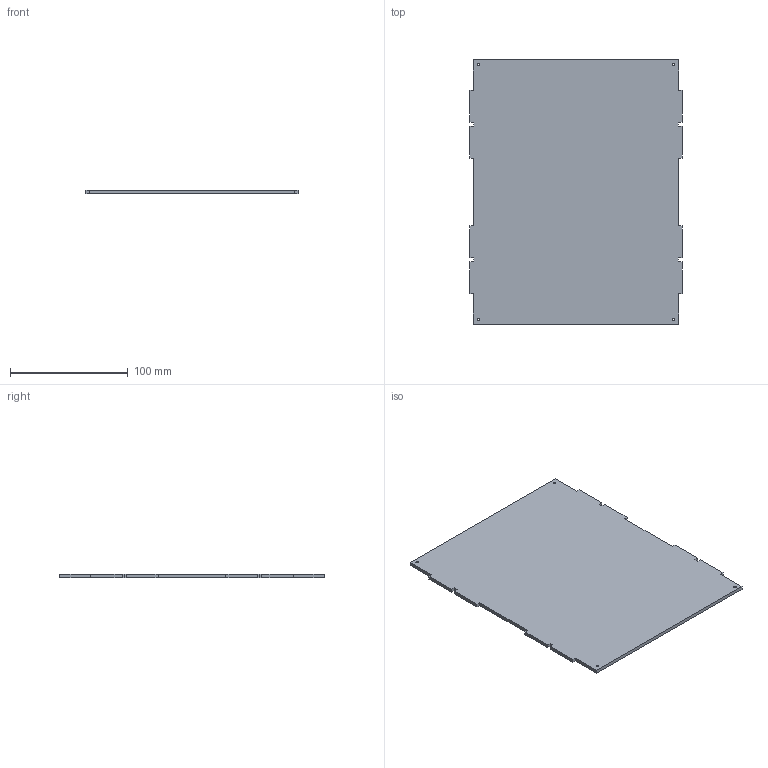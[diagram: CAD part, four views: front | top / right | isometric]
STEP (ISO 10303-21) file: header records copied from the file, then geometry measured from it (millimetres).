
FILE_DESCRIPTION(('FreeCAD Model'),'2;1');
FILE_NAME('Open CASCADE Shape Model','2024-09-11T16:27:05',(''),(''), 'Open CASCADE STEP processor 7.6','FreeCAD','Unknown');
FILE_SCHEMA(('AUTOMOTIVE_DESIGN { 1 0 10303 214 1 1 1 1 }'));
Length unit declared in the file: millimetre
Products named in the file (1): Ecase_Top
Bounding box: 180 x 224 x 3 mm (x, y, z)
Volume: 118833.7 mm3; surface area: 81835.8 mm2
Topology: 1 solids, 1 shells, 46 faces, 132 edges, 88 vertices
Faces by surface type: extrusion 38, plane 4, cylinder 4
Full cylindrical faces by diameter (mm): 2 x4
Entity records: 1478 total; most frequent: CARTESIAN_POINT 381, ORIENTED_EDGE 264, EDGE_CURVE 132, DIRECTION 120, B_SPLINE_CURVE_WITH_KNOTS 108, VERTEX_POINT 88, VECTOR 86, FACE_BOUND 54
